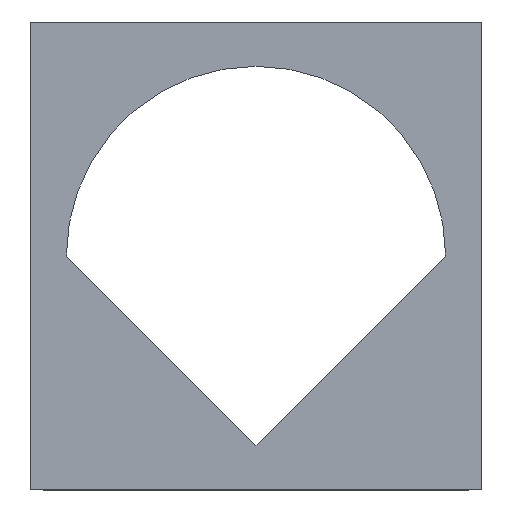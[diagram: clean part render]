
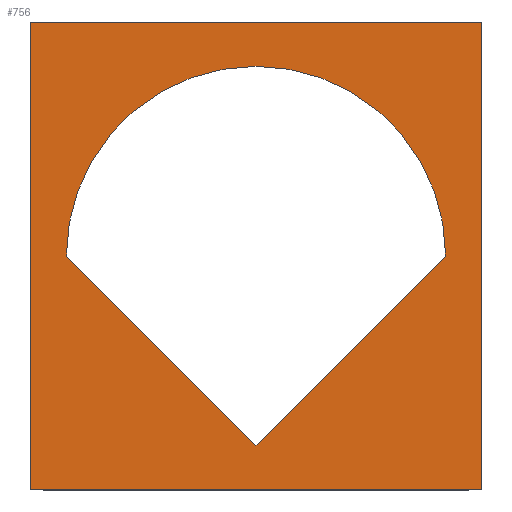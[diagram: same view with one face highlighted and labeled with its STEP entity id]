
A CAD part, front view. The second image highlights one B-rep face of the part: STEP entity #756.
In plain terms, the highlighted planar face has unit normal (0, -1, 0).
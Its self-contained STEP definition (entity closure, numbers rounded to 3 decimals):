
#24=FACE_BOUND('',#128,.T.);
#26=CIRCLE('',#774,45.);
#80=FACE_OUTER_BOUND('',#127,.T.);
#127=EDGE_LOOP('',(#678,#679,#680,#681,#682,#683));
#128=EDGE_LOOP('',(#684,#685,#686));
#131=LINE('',#1022,#222);
#137=LINE('',#1041,#228);
#179=LINE('',#1142,#270);
#210=LINE('',#1204,#301);
#213=LINE('',#1209,#304);
#216=LINE('',#1214,#307);
#217=LINE('',#1217,#308);
#219=LINE('',#1220,#310);
#222=VECTOR('',#827,10.);
#228=VECTOR('',#847,10.);
#270=VECTOR('',#937,10.);
#301=VECTOR('',#992,10.);
#304=VECTOR('',#997,10.);
#307=VECTOR('',#1002,10.);
#308=VECTOR('',#1005,10.);
#310=VECTOR('',#1009,10.);
#313=VERTEX_POINT('',#1019);
#314=VERTEX_POINT('',#1021);
#316=VERTEX_POINT('',#1027);
#354=VERTEX_POINT('',#1139);
#355=VERTEX_POINT('',#1141);
#373=VERTEX_POINT('',#1202);
#374=VERTEX_POINT('',#1203);
#375=VERTEX_POINT('',#1208);
#377=VERTEX_POINT('',#1216);
#380=EDGE_CURVE('',#314,#313,#131,.T.);
#384=EDGE_CURVE('',#313,#316,#26,.T.);
#390=EDGE_CURVE('',#316,#314,#137,.T.);
#440=EDGE_CURVE('',#354,#355,#179,.T.);
#471=EDGE_CURVE('',#373,#374,#210,.T.);
#474=EDGE_CURVE('',#374,#375,#213,.T.);
#477=EDGE_CURVE('',#355,#375,#216,.T.);
#478=EDGE_CURVE('',#377,#354,#217,.T.);
#480=EDGE_CURVE('',#373,#377,#219,.T.);
#678=ORIENTED_EDGE('',*,*,#480,.F.);
#679=ORIENTED_EDGE('',*,*,#471,.T.);
#680=ORIENTED_EDGE('',*,*,#474,.T.);
#681=ORIENTED_EDGE('',*,*,#477,.F.);
#682=ORIENTED_EDGE('',*,*,#440,.F.);
#683=ORIENTED_EDGE('',*,*,#478,.F.);
#684=ORIENTED_EDGE('',*,*,#390,.T.);
#685=ORIENTED_EDGE('',*,*,#380,.T.);
#686=ORIENTED_EDGE('',*,*,#384,.T.);
#718=PLANE('',#820);
#756=ADVANCED_FACE('',(#80,#24),#718,.F.);
#774=AXIS2_PLACEMENT_3D('',#1029,#834,#835);
#820=AXIS2_PLACEMENT_3D('',#1222,#1012,#1013);
#827=DIRECTION('',(-0.707,0.,0.707));
#834=DIRECTION('center_axis',(0.,1.,0.));
#835=DIRECTION('ref_axis',(-1.,0.,0.));
#847=DIRECTION('',(-0.707,0.,-0.707));
#937=DIRECTION('',(-1.,0.,0.));
#992=DIRECTION('',(-1.,0.,0.));
#997=DIRECTION('',(0.,0.,-1.));
#1002=DIRECTION('',(0.,0.,1.));
#1005=DIRECTION('',(0.,0.,-1.));
#1009=DIRECTION('',(0.,0.,-1.));
#1012=DIRECTION('center_axis',(0.,1.,0.));
#1013=DIRECTION('ref_axis',(1.,0.,0.));
#1019=CARTESIAN_POINT('',(5.5,0.,52.5));
#1021=CARTESIAN_POINT('',(50.5,0.,7.516));
#1022=CARTESIAN_POINT('',(16.629,0.,41.375));
#1027=CARTESIAN_POINT('',(95.5,0.,52.5));
#1029=CARTESIAN_POINT('Origin',(50.5,0.,52.516));
#1041=CARTESIAN_POINT('',(61.871,0.,18.883));
#1139=CARTESIAN_POINT('',(104.,0.,-3.));
#1141=CARTESIAN_POINT('',(-3.,0.,-3.));
#1142=CARTESIAN_POINT('',(104.,0.,-3.));
#1202=CARTESIAN_POINT('',(104.,0.,108.032));
#1203=CARTESIAN_POINT('',(-3.,0.,108.032));
#1204=CARTESIAN_POINT('',(104.,0.,108.032));
#1208=CARTESIAN_POINT('',(-3.,0.,106.));
#1209=CARTESIAN_POINT('',(-3.,0.,108.032));
#1214=CARTESIAN_POINT('',(-3.,0.,-3.));
#1216=CARTESIAN_POINT('',(104.,0.,106.));
#1217=CARTESIAN_POINT('',(104.,0.,106.));
#1220=CARTESIAN_POINT('',(104.,0.,108.032));
#1222=CARTESIAN_POINT('Origin',(50.5,0.,53.));
